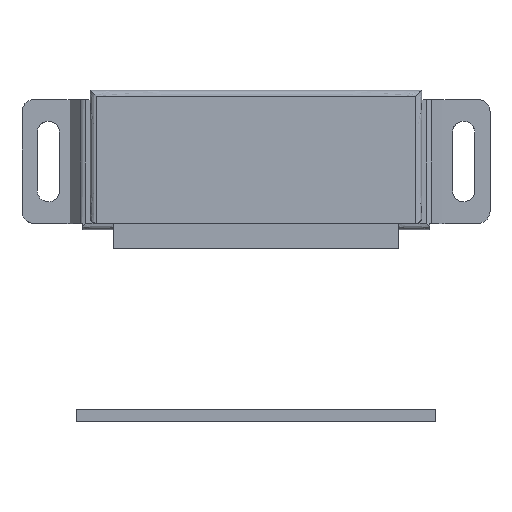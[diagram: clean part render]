
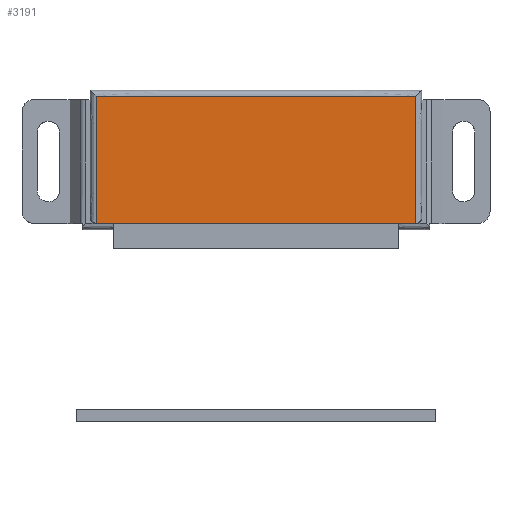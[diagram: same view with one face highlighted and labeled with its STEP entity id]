
A CAD part, top view. The second image highlights one B-rep face of the part: STEP entity #3191.
In plain terms, the highlighted free-form (B-spline) face has degree [1, 1] with [2, 2] control points.
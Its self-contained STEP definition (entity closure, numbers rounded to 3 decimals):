
#1754=CARTESIAN_POINT('',(25.75,0.5,13.));
#1755=VERTEX_POINT('',#1754);
#1776=CARTESIAN_POINT('',(-25.75,0.5,13.));
#1777=VERTEX_POINT('',#1776);
#1793=CARTESIAN_POINT('',(25.75,0.5,13.));
#1794=CARTESIAN_POINT('',(-25.75,0.5,13.));
#1795=QUASI_UNIFORM_CURVE('',1,(#1793,#1794),.UNSPECIFIED.,.F.,.U.);
#1796=EDGE_CURVE('',#1755,#1777,#1795,.T.);
#1837=CARTESIAN_POINT('',(25.75,-20.0,13.));
#1838=VERTEX_POINT('',#1837);
#1896=CARTESIAN_POINT('',(25.75,-20.0,13.));
#1897=CARTESIAN_POINT('',(25.75,0.5,13.));
#1898=QUASI_UNIFORM_CURVE('',1,(#1896,#1897),.UNSPECIFIED.,.F.,.U.);
#1899=EDGE_CURVE('',#1838,#1755,#1898,.T.);
#1931=CARTESIAN_POINT('',(-25.75,-20.0,13.));
#1932=VERTEX_POINT('',#1931);
#2004=CARTESIAN_POINT('',(-25.75,0.5,13.));
#2005=CARTESIAN_POINT('',(-25.75,-20.0,13.));
#2006=QUASI_UNIFORM_CURVE('',1,(#2004,#2005),.UNSPECIFIED.,.F.,.U.);
#2007=EDGE_CURVE('',#1777,#1932,#2006,.T.);
#3176=CARTESIAN_POINT('',(-28.322,-21.024,13.));
#3177=CARTESIAN_POINT('',(28.322,-21.024,13.));
#3178=CARTESIAN_POINT('',(-28.322,1.524,13.));
#3179=CARTESIAN_POINT('',(28.322,1.524,13.));
#3180=B_SPLINE_SURFACE_WITH_KNOTS('',1,1,((#3176,#3178),(#3177,#3179)),.UNSPECIFIED.,.F.,.F.,.U.,(2,2),(2,2),(0.0,56.645),(0.0,22.548),.UNSPECIFIED.);
#3181=ORIENTED_EDGE('',*,*,#1899,.T.);
#3182=ORIENTED_EDGE('',*,*,#1796,.T.);
#3183=ORIENTED_EDGE('',*,*,#2007,.T.);
#3184=CARTESIAN_POINT('',(25.75,-20.0,13.));
#3185=CARTESIAN_POINT('',(-25.75,-20.0,13.));
#3186=QUASI_UNIFORM_CURVE('',1,(#3184,#3185),.UNSPECIFIED.,.F.,.U.);
#3187=EDGE_CURVE('',#1838,#1932,#3186,.T.);
#3188=ORIENTED_EDGE('',*,*,#3187,.F.);
#3189=EDGE_LOOP('',(#3181,#3182,#3183,#3188));
#3190=FACE_OUTER_BOUND('',#3189,.T.);
#3191=ADVANCED_FACE('',(#3190),#3180,.T.);
